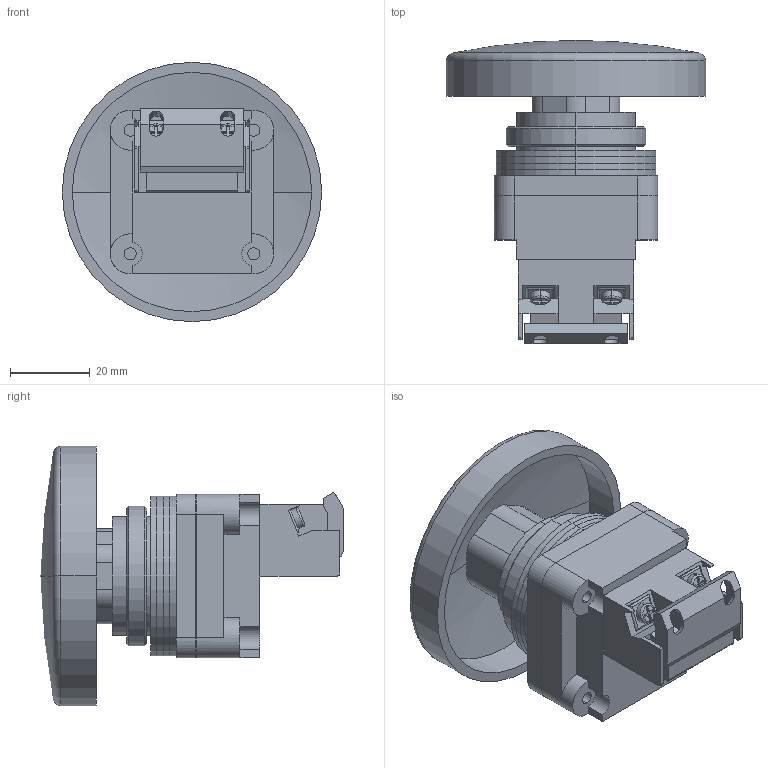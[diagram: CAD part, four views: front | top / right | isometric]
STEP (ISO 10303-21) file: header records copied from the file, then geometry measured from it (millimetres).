
FILE_DESCRIPTION (( 'STEP AP214' ), '1' );
FILE_NAME ('AR30B0R-10Y.step', '2017-08-28T20:54:27', ( '' ), ( '' ), 'SwSTEP 2.0', 'SolidWorks 2017', '' );
FILE_SCHEMA (( 'AUTOMOTIVE_DESIGN' ));
Length unit declared in the file: millimetre
Products named in the file (1): AR30B0R-10Y
Bounding box: 65 x 76 x 65 mm (x, y, z)
Volume: 74048.1 mm3; surface area: 37581.5 mm2
Topology: 14 solids, 14 shells, 246 faces, 622 edges, 403 vertices
Faces by surface type: plane 140, cylinder 92, torus 6, cone 4, sphere 4
Entity records: 7629 total; most frequent: CARTESIAN_POINT 1447, DIRECTION 1260, ORIENTED_EDGE 1244, EDGE_CURVE 622, AXIS2_PLACEMENT_3D 430, VERTEX_POINT 403, VECTOR 400, LINE 400
